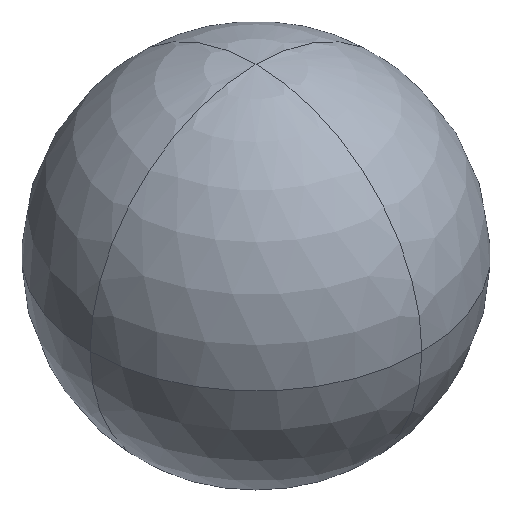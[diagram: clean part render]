
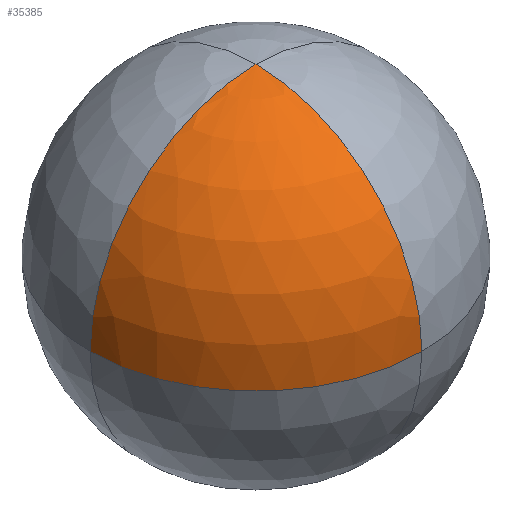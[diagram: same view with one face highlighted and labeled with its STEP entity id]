
A CAD part, isometric view. The second image highlights one B-rep face of the part: STEP entity #35385.
In plain terms, the highlighted spherical face has radius 9.5 mm.
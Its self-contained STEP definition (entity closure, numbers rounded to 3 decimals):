
#753=SPHERICAL_SURFACE('',#37445,9.5);
#781=CIRCLE('',#37437,9.5);
#783=CIRCLE('',#37440,9.5);
#785=CIRCLE('',#37444,9.5);
#3475=ORIENTED_EDGE('',*,*,#14875,.T.);
#3476=ORIENTED_EDGE('',*,*,#14870,.T.);
#3477=ORIENTED_EDGE('',*,*,#14873,.F.);
#14870=EDGE_CURVE('',#20572,#20575,#781,.T.);
#14873=EDGE_CURVE('',#20577,#20575,#783,.T.);
#14875=EDGE_CURVE('',#20577,#20572,#785,.T.);
#20572=VERTEX_POINT('',#54074);
#20575=VERTEX_POINT('',#54079);
#20577=VERTEX_POINT('',#54085);
#29961=EDGE_LOOP('',(#3475,#3476,#3477));
#31929=FACE_BOUND('',#29961,.T.);
#35385=ADVANCED_FACE('',(#31929),#753,.T.);
#37437=AXIS2_PLACEMENT_3D('',#54080,#42065,#42066);
#37440=AXIS2_PLACEMENT_3D('',#54086,#42072,#42073);
#37444=AXIS2_PLACEMENT_3D('',#54090,#42080,#42081);
#37445=AXIS2_PLACEMENT_3D('',#54091,#42082,#42083);
#42065=DIRECTION('',(-1.,0.,0.));
#42066=DIRECTION('',(0.,-1.,0.));
#42072=DIRECTION('',(0.,1.,0.));
#42073=DIRECTION('',(-1.,0.,0.));
#42080=DIRECTION('',(0.,0.,1.));
#42081=DIRECTION('',(1.,0.,0.));
#42082=DIRECTION('',(0.,0.,1.));
#42083=DIRECTION('',(1.,0.,0.));
#54074=CARTESIAN_POINT('',(0.,-9.5,2.4));
#54079=CARTESIAN_POINT('',(0.,0.,11.9));
#54080=CARTESIAN_POINT('',(0.,0.,2.4));
#54085=CARTESIAN_POINT('',(-9.5,0.,2.4));
#54086=CARTESIAN_POINT('',(0.,0.,2.4));
#54090=CARTESIAN_POINT('',(0.,0.,2.4));
#54091=CARTESIAN_POINT('',(0.,0.,2.4));
